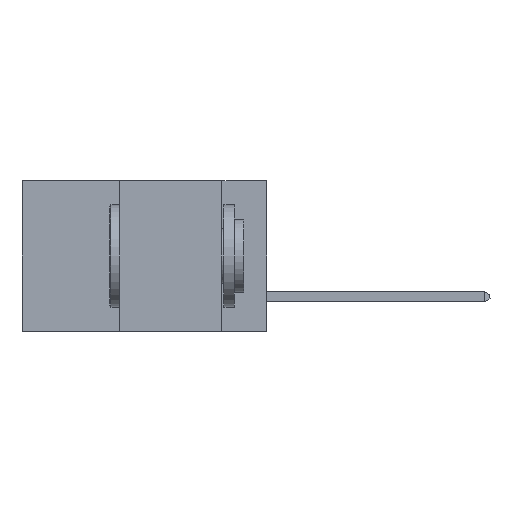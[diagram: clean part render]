
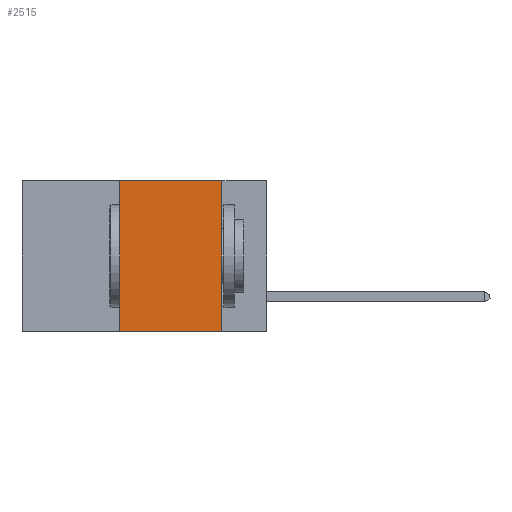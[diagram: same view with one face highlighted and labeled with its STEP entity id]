
A CAD part, left-side view. The second image highlights one B-rep face of the part: STEP entity #2515.
In plain terms, the highlighted planar face has unit normal (-1, 0, 0).
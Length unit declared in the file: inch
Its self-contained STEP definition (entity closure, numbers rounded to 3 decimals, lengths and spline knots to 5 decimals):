
#1690 = PLANE ( 'NONE',  #3617 ) ;
#1958 = ORIENTED_EDGE ( 'NONE', *, *, #9210, .F. ) ;
#2515 = ADVANCED_FACE ( 'NONE', ( #11612 ), #1690, .F. ) ;
#2527 = DIRECTION ( 'NONE',  ( 0., 0., -1. ) ) ;
#2605 = EDGE_CURVE ( 'NONE', #4193, #6229, #3396, .T. ) ;
#2759 = DIRECTION ( 'NONE',  ( 0., 0., -1. ) ) ;
#3242 = VECTOR ( 'NONE', #13429, 39.37008 ) ;
#3396 = LINE ( 'NONE', #3691, #3242 ) ;
#3617 = AXIS2_PLACEMENT_3D ( 'NONE', #6911, #10228, #2759 ) ;
#3691 = CARTESIAN_POINT ( 'NONE',  ( 0., 0.6, -0.37 ) ) ;
#3796 = VECTOR ( 'NONE', #12459, 39.37008 ) ;
#3925 = CARTESIAN_POINT ( 'NONE',  ( 0., 0.11, 0. ) ) ;
#4160 = CARTESIAN_POINT ( 'NONE',  ( 0., 0.6, 0. ) ) ;
#4193 = VERTEX_POINT ( 'NONE', #12773 ) ;
#4247 = ORIENTED_EDGE ( 'NONE', *, *, #2605, .T. ) ;
#4461 = LINE ( 'NONE', #4160, #3796 ) ;
#5435 = CARTESIAN_POINT ( 'NONE',  ( 0., 0.11, -0.37 ) ) ;
#6229 = VERTEX_POINT ( 'NONE', #5435 ) ;
#6908 = EDGE_LOOP ( 'NONE', ( #7221, #9806, #1958, #4247 ) ) ;
#6911 = CARTESIAN_POINT ( 'NONE',  ( 0., 0.6, 0. ) ) ;
#7221 = ORIENTED_EDGE ( 'NONE', *, *, #12213, .F. ) ;
#8627 = EDGE_CURVE ( 'NONE', #10376, #9423, #4461, .T. ) ;
#9210 = EDGE_CURVE ( 'NONE', #4193, #10376, #12308, .T. ) ;
#9423 = VERTEX_POINT ( 'NONE', #3925 ) ;
#9424 = CARTESIAN_POINT ( 'NONE',  ( 0., 0.36, 0. ) ) ;
#9493 = LINE ( 'NONE', #13284, #12304 ) ;
#9806 = ORIENTED_EDGE ( 'NONE', *, *, #8627, .F. ) ;
#10228 = DIRECTION ( 'NONE',  ( 1., 0., 0. ) ) ;
#10376 = VERTEX_POINT ( 'NONE', #9424 ) ;
#10575 = CARTESIAN_POINT ( 'NONE',  ( 0., 0.36, 0. ) ) ;
#11612 = FACE_OUTER_BOUND ( 'NONE', #6908, .T. ) ;
#11801 = VECTOR ( 'NONE', #13675, 39.37008 ) ;
#12213 = EDGE_CURVE ( 'NONE', #9423, #6229, #9493, .T. ) ;
#12304 = VECTOR ( 'NONE', #2527, 39.37008 ) ;
#12308 = LINE ( 'NONE', #10575, #11801 ) ;
#12459 = DIRECTION ( 'NONE',  ( 0., -1., 0. ) ) ;
#12773 = CARTESIAN_POINT ( 'NONE',  ( 0., 0.36, -0.37 ) ) ;
#13284 = CARTESIAN_POINT ( 'NONE',  ( 0., 0.11, 0. ) ) ;
#13429 = DIRECTION ( 'NONE',  ( 0., -1., 0. ) ) ;
#13675 = DIRECTION ( 'NONE',  ( 0., 0., 1. ) ) ;
